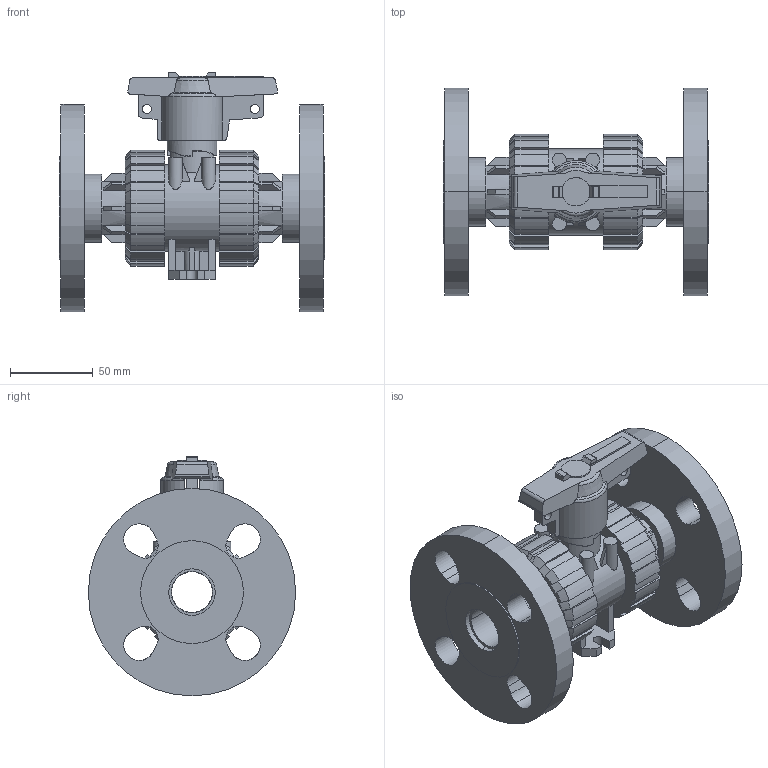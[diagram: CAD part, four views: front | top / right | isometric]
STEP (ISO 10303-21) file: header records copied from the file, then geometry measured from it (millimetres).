
FILE_DESCRIPTION(('STEP AP214'),'1');
FILE_NAME('cctmp_F3EBAC62-5DB1-4763-8870-BBFE4980A831_2022_05_05_11_19_59_0633..stp','2022-05-05T09:20:00',('Praher Valves GmbH'),('CADClick - www.CADClick.com'),'Spatial InterOp 3D',' ','unknown authorization');
FILE_SCHEMA(('AUTOMOTIVE_DESIGN'));
Length unit declared in the file: millimetre
Products named in the file (9): cc_unnamed; 129924A_7; 129924A_6; 129924A_5; 129924A_4; 129924A_3; 129924A_2; 129924A_1; 129924A
Assembly tree (8 placements, depth 2):
  cc_unnamed
    129924A_7
    129924A_6
    129924A_5
    129924A_4
    129924A_3
    129924A_2
    129924A_1
    129924A
Bounding box: 160 x 125 x 144.43 mm (x, y, z)
Volume: 613560.6 mm3; surface area: 163852.9 mm2
Topology: 8 solids, 8 shells, 578 faces, 1642 edges, 1094 vertices
Faces by surface type: plane 278, cylinder 166, cone 80, bspline 48, torus 6
Entity records: 25257 total; most frequent: CARTESIAN_POINT 5716, ORIENTED_EDGE 3284, DIRECTION 2878, EDGE_CURVE 1642, VERTEX_POINT 1094, AXIS2_PLACEMENT_3D 1019, LINE 840, VECTOR 840
